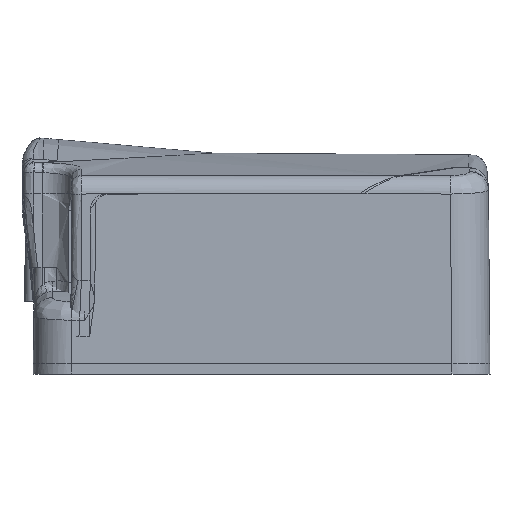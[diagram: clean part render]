
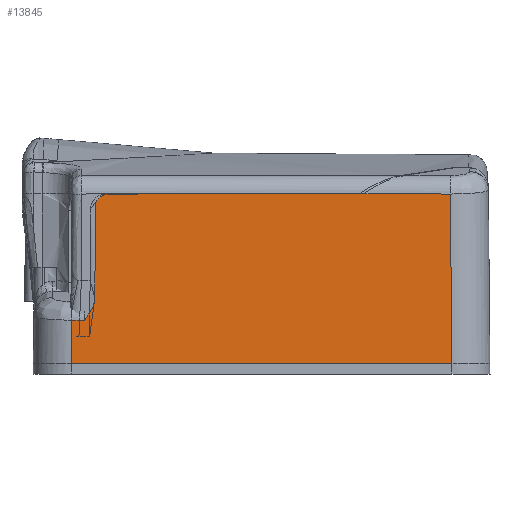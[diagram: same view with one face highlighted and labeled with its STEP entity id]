
A CAD part, left-side view. The second image highlights one B-rep face of the part: STEP entity #13845.
In plain terms, the highlighted planar face has unit normal (-1, 0, 0.009).
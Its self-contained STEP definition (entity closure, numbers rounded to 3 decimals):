
#13826=AXIS2_PLACEMENT_3D('Plane Axis2P3D',#13823,#13824,#13825) ;
#215=CARTESIAN_POINT('Vertex',(-44.983,-37.483,-4.)) ;
#337=CARTESIAN_POINT('Vertex',(-44.983,37.483,-4.)) ;
#374=CARTESIAN_POINT('Vertex',(-44.691,-37.191,29.465)) ;
#377=CARTESIAN_POINT('Line Origine',(-44.799,-37.299,17.068)) ;
#469=CARTESIAN_POINT('Vertex',(-44.907,37.408,4.618)) ;
#479=CARTESIAN_POINT('Line Origine',(-44.799,37.299,17.068)) ;
#827=CARTESIAN_POINT('Vertex',(-44.705,32.705,27.797)) ;
#855=CARTESIAN_POINT('Vertex',(-44.869,32.869,8.96)) ;
#859=CARTESIAN_POINT('Control Point',(-44.869,32.869,8.96)) ;
#860=CARTESIAN_POINT('Control Point',(-44.837,32.837,12.727)) ;
#861=CARTESIAN_POINT('Control Point',(-44.804,32.804,16.495)) ;
#862=CARTESIAN_POINT('Control Point',(-44.771,32.771,20.262)) ;
#863=CARTESIAN_POINT('Control Point',(-44.738,32.738,24.03)) ;
#864=CARTESIAN_POINT('Control Point',(-44.705,32.705,27.797)) ;
#938=CARTESIAN_POINT('Vertex',(-44.907,34.907,4.618)) ;
#942=CARTESIAN_POINT('Control Point',(-44.907,34.907,4.618)) ;
#943=CARTESIAN_POINT('Control Point',(-44.904,34.649,4.965)) ;
#944=CARTESIAN_POINT('Control Point',(-44.901,34.391,5.311)) ;
#945=CARTESIAN_POINT('Control Point',(-44.898,34.136,5.668)) ;
#946=CARTESIAN_POINT('Control Point',(-44.891,33.633,6.425)) ;
#947=CARTESIAN_POINT('Control Point',(-44.884,33.195,7.319)) ;
#948=CARTESIAN_POINT('Control Point',(-44.881,33.004,7.811)) ;
#949=CARTESIAN_POINT('Control Point',(-44.874,32.875,8.371)) ;
#950=CARTESIAN_POINT('Control Point',(-44.869,32.869,8.96)) ;
#11339=CARTESIAN_POINT('Vertex',(-44.69,-19.974,29.5)) ;
#13154=CARTESIAN_POINT('Control Point',(-44.691,30.458,29.465)) ;
#13155=CARTESIAN_POINT('Control Point',(-44.686,30.602,29.443)) ;
#13156=CARTESIAN_POINT('Control Point',(-44.694,30.744,29.412)) ;
#13157=CARTESIAN_POINT('Control Point',(-44.691,30.885,29.372)) ;
#13158=CARTESIAN_POINT('Control Point',(-44.692,31.16,29.276)) ;
#13159=CARTESIAN_POINT('Control Point',(-44.693,31.422,29.148)) ;
#13160=CARTESIAN_POINT('Control Point',(-44.694,31.549,29.075)) ;
#13161=CARTESIAN_POINT('Control Point',(-44.695,31.793,28.916)) ;
#13162=CARTESIAN_POINT('Control Point',(-44.697,32.016,28.728)) ;
#13163=CARTESIAN_POINT('Control Point',(-44.698,32.122,28.628)) ;
#13164=CARTESIAN_POINT('Control Point',(-44.7,32.321,28.415)) ;
#13165=CARTESIAN_POINT('Control Point',(-44.701,32.493,28.179)) ;
#13166=CARTESIAN_POINT('Control Point',(-44.703,32.571,28.056)) ;
#13167=CARTESIAN_POINT('Control Point',(-44.705,32.642,27.928)) ;
#13168=CARTESIAN_POINT('Control Point',(-44.705,32.705,27.797)) ;
#13169=CARTESIAN_POINT('Vertex',(-44.691,30.458,29.465)) ;
#13173=CARTESIAN_POINT('Control Point',(-44.69,30.,29.465)) ;
#13174=CARTESIAN_POINT('Control Point',(-44.69,30.115,29.465)) ;
#13175=CARTESIAN_POINT('Control Point',(-44.691,30.229,29.465)) ;
#13176=CARTESIAN_POINT('Control Point',(-44.688,30.344,29.465)) ;
#13177=CARTESIAN_POINT('Control Point',(-44.691,30.458,29.465)) ;
#13178=CARTESIAN_POINT('Vertex',(-44.691,30.,29.465)) ;
#13221=CARTESIAN_POINT('Control Point',(-44.691,-19.974,29.465)) ;
#13222=CARTESIAN_POINT('Control Point',(-44.691,-9.979,29.465)) ;
#13223=CARTESIAN_POINT('Control Point',(-44.691,0.015,29.465)) ;
#13224=CARTESIAN_POINT('Control Point',(-44.691,10.01,29.465)) ;
#13225=CARTESIAN_POINT('Control Point',(-44.691,20.005,29.465)) ;
#13226=CARTESIAN_POINT('Control Point',(-44.691,30.,29.465)) ;
#13245=CARTESIAN_POINT('Line Origine',(-44.907,40.,4.618)) ;
#13267=CARTESIAN_POINT('Line Origine',(-44.691,0.,29.465)) ;
#13823=CARTESIAN_POINT('Axis2P3D Location',(-45.,-45.,-6.)) ;
#13828=CARTESIAN_POINT('Line Origine',(-44.983,0.,-4.)) ;
#378=DIRECTION('Vector Direction',(0.009,0.009,1.)) ;
#480=DIRECTION('Vector Direction',(-0.009,0.009,-1.)) ;
#13246=DIRECTION('Vector Direction',(0.,-1.,0.)) ;
#13268=DIRECTION('Vector Direction',(0.,-1.,0.)) ;
#13824=DIRECTION('Axis2P3D Direction',(-1.,0.,0.009)) ;
#13825=DIRECTION('Axis2P3D XDirection',(0.,-1.,0.)) ;
#13829=DIRECTION('Vector Direction',(0.,1.,0.)) ;
#379=VECTOR('Line Direction',#378,1.) ;
#481=VECTOR('Line Direction',#480,1.) ;
#13247=VECTOR('Line Direction',#13246,1.) ;
#13269=VECTOR('Line Direction',#13268,1.) ;
#13830=VECTOR('Line Direction',#13829,1.) ;
#13834=ORIENTED_EDGE('',*,*,#865,.F.) ;
#13835=ORIENTED_EDGE('',*,*,#951,.F.) ;
#13836=ORIENTED_EDGE('',*,*,#13249,.T.) ;
#13837=ORIENTED_EDGE('',*,*,#483,.F.) ;
#13838=ORIENTED_EDGE('',*,*,#13832,.F.) ;
#13839=ORIENTED_EDGE('',*,*,#381,.F.) ;
#13840=ORIENTED_EDGE('',*,*,#13271,.T.) ;
#13841=ORIENTED_EDGE('',*,*,#13227,.T.) ;
#13842=ORIENTED_EDGE('',*,*,#13180,.T.) ;
#13843=ORIENTED_EDGE('',*,*,#13171,.T.) ;
#13845=ADVANCED_FACE('Surface.3',(#13844),#13827,.T.) ;
#858=B_SPLINE_CURVE_WITH_KNOTS('',5,(#859,#860,#861,#862,#863,#864),.UNSPECIFIED.,.F.,.U.,(6,6),(0.,16.638),.UNSPECIFIED.) ;
#941=B_SPLINE_CURVE_WITH_KNOTS('',5,(#942,#943,#944,#945,#946,#947,#948,#949,#950),.UNSPECIFIED.,.F.,.U.,(6,3,6),(0.,2.638,5.276),.UNSPECIFIED.) ;
#13153=B_SPLINE_CURVE_WITH_KNOTS('',5,(#13154,#13155,#13156,#13157,#13158,#13159,#13160,#13161,#13162,#13163,#13164,#13165,#13166,#13167,#13168),.UNSPECIFIED.,.F.,.U.,(6,3,3,3,6),(4.676,5.705,6.734,7.763,8.793),.UNSPECIFIED.) ;
#13172=B_SPLINE_CURVE_WITH_KNOTS('',4,(#13173,#13174,#13175,#13176,#13177),.UNSPECIFIED.,.F.,.U.,(5,5),(-0.229,0.229),.UNSPECIFIED.) ;
#13220=B_SPLINE_CURVE_WITH_KNOTS('',5,(#13221,#13222,#13223,#13224,#13225,#13226),.UNSPECIFIED.,.F.,.U.,(6,6),(0.,49.929),.UNSPECIFIED.) ;
#381=EDGE_CURVE('',#375,#216,#380,.F.) ;
#483=EDGE_CURVE('',#338,#470,#482,.F.) ;
#865=EDGE_CURVE('',#856,#828,#858,.T.) ;
#951=EDGE_CURVE('',#939,#856,#941,.T.) ;
#13171=EDGE_CURVE('',#13170,#828,#13153,.T.) ;
#13180=EDGE_CURVE('',#13179,#13170,#13172,.T.) ;
#13227=EDGE_CURVE('',#11340,#13179,#13220,.T.) ;
#13249=EDGE_CURVE('',#939,#470,#13248,.F.) ;
#13271=EDGE_CURVE('',#375,#11340,#13270,.F.) ;
#13832=EDGE_CURVE('',#216,#338,#13831,.T.) ;
#13833=EDGE_LOOP('',(#13834,#13835,#13836,#13837,#13838,#13839,#13840,#13841,#13842,#13843)) ;
#13844=FACE_OUTER_BOUND('',#13833,.T.) ;
#380=LINE('Line',#377,#379) ;
#482=LINE('Line',#479,#481) ;
#13248=LINE('Line',#13245,#13247) ;
#13270=LINE('Line',#13267,#13269) ;
#13831=LINE('Line',#13828,#13830) ;
#13827=PLANE('',#13826) ;
#216=VERTEX_POINT('',#215) ;
#338=VERTEX_POINT('',#337) ;
#375=VERTEX_POINT('',#374) ;
#470=VERTEX_POINT('',#469) ;
#828=VERTEX_POINT('',#827) ;
#856=VERTEX_POINT('',#855) ;
#939=VERTEX_POINT('',#938) ;
#11340=VERTEX_POINT('',#11339) ;
#13170=VERTEX_POINT('',#13169) ;
#13179=VERTEX_POINT('',#13178) ;
